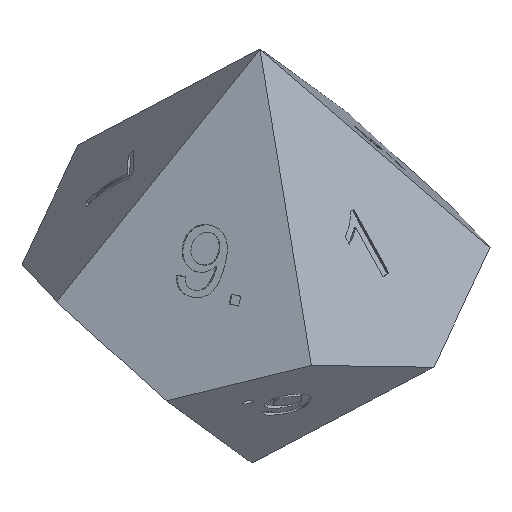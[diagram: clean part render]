
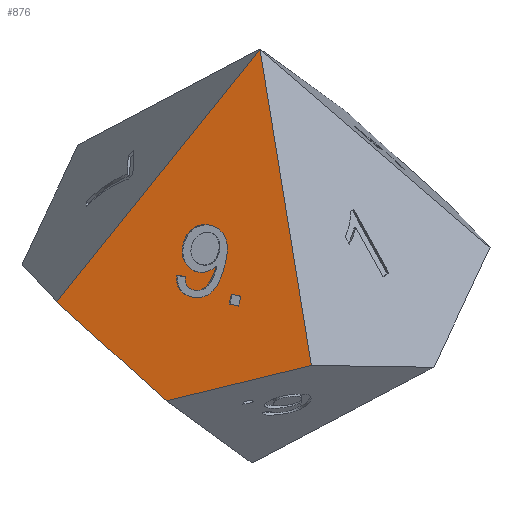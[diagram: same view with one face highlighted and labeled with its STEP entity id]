
A CAD part, isometric view. The second image highlights one B-rep face of the part: STEP entity #876.
In plain terms, the highlighted planar face has unit normal (-0.698, -0.299, 0.651).
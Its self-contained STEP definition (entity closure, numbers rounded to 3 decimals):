
#423=CARTESIAN_POINT('',(-88.577,1.128,27.972));
#424=VERTEX_POINT('',#423);
#431=CARTESIAN_POINT('',(-95.088,8.7,24.467));
#432=VERTEX_POINT('',#431);
#433=CARTESIAN_POINT('',(-95.088,8.7,24.467));
#434=DIRECTION('',(0.615,-0.715,0.331));
#435=VECTOR('',#434,10.584);
#436=LINE('',#433,#435);
#437=EDGE_CURVE('',#432,#424,#436,.T.);
#490=CARTESIAN_POINT('',(-95.824,18.572,28.211));
#491=VERTEX_POINT('',#490);
#505=CARTESIAN_POINT('',(-95.824,18.572,28.211));
#506=DIRECTION('',(0.07,-0.933,-0.354));
#507=VECTOR('',#506,10.584);
#508=LINE('',#505,#507);
#509=EDGE_CURVE('',#491,#432,#508,.T.);
#734=CARTESIAN_POINT('',(-107.321,3.828,9.115));
#735=DIRECTION('',(-0.698,-0.299,0.651));
#736=DIRECTION('',(0.67,0.047,0.74));
#737=AXIS2_PLACEMENT_3D('',#734,#735,#736);
#738=PLANE('',#737);
#739=CARTESIAN_POINT('',(-88.788,10.172,31.898));
#740=VERTEX_POINT('',#739);
#741=CARTESIAN_POINT('',(-90.53,12.219,30.97));
#742=VERTEX_POINT('',#741);
#743=CARTESIAN_POINT('',(-88.788,10.172,31.898));
#744=CARTESIAN_POINT('',(-88.953,10.232,31.749));
#745=CARTESIAN_POINT('',(-89.114,10.344,31.628));
#746=CARTESIAN_POINT('',(-89.272,10.506,31.534));
#747=CARTESIAN_POINT('',(-89.429,10.669,31.44));
#748=CARTESIAN_POINT('',(-89.557,10.863,31.392));
#749=CARTESIAN_POINT('',(-89.656,11.09,31.39));
#750=CARTESIAN_POINT('',(-89.821,11.469,31.387));
#751=CARTESIAN_POINT('',(-89.872,11.83,31.498));
#752=CARTESIAN_POINT('',(-89.808,12.172,31.723));
#753=CARTESIAN_POINT('',(-89.744,12.514,31.949));
#754=CARTESIAN_POINT('',(-89.566,12.75,32.248));
#755=CARTESIAN_POINT('',(-89.275,12.881,32.62));
#756=CARTESIAN_POINT('',(-88.973,13.015,33.005));
#757=CARTESIAN_POINT('',(-88.671,12.987,33.316));
#758=CARTESIAN_POINT('',(-88.368,12.795,33.553));
#759=CARTESIAN_POINT('',(-88.065,12.603,33.79));
#760=CARTESIAN_POINT('',(-87.824,12.301,33.91));
#761=CARTESIAN_POINT('',(-87.644,11.888,33.913));
#762=CARTESIAN_POINT('',(-87.514,11.59,33.916));
#763=CARTESIAN_POINT('',(-87.447,11.295,33.852));
#764=CARTESIAN_POINT('',(-87.444,11.002,33.721));
#765=CARTESIAN_POINT('',(-87.44,10.708,33.59));
#766=CARTESIAN_POINT('',(-87.507,10.455,33.402));
#767=CARTESIAN_POINT('',(-87.643,10.241,33.158));
#768=CARTESIAN_POINT('',(-87.78,10.027,32.913));
#769=CARTESIAN_POINT('',(-88.03,9.838,32.558));
#770=CARTESIAN_POINT('',(-88.395,9.675,32.092));
#771=CARTESIAN_POINT('',(-88.775,9.506,31.607));
#772=CARTESIAN_POINT('',(-89.104,9.434,31.221));
#773=CARTESIAN_POINT('',(-89.385,9.461,30.933));
#774=CARTESIAN_POINT('',(-89.665,9.488,30.644));
#775=CARTESIAN_POINT('',(-89.918,9.6,30.424));
#776=CARTESIAN_POINT('',(-90.145,9.799,30.272));
#777=CARTESIAN_POINT('',(-90.372,9.997,30.12));
#778=CARTESIAN_POINT('',(-90.559,10.265,30.042));
#779=CARTESIAN_POINT('',(-90.706,10.602,30.039));
#780=CARTESIAN_POINT('',(-90.863,10.961,30.036));
#781=CARTESIAN_POINT('',(-90.926,11.282,30.116));
#782=CARTESIAN_POINT('',(-90.896,11.567,30.279));
#783=CARTESIAN_POINT('',(-90.866,11.851,30.442));
#784=CARTESIAN_POINT('',(-90.744,12.069,30.672));
#785=CARTESIAN_POINT('',(-90.53,12.219,30.97));
#786=B_SPLINE_CURVE_WITH_KNOTS('',3,(#743,#744,#745,#746,#747,#748,#749,#750,#751,#752,#753,#754,#755,#756,#757,#758,#759,#760,#761,#762,#763,#764,#765,#766,#767,#768,
#769,#770,#771,#772,#773,#774,#775,#776,#777,#778,#779,#780,#781,#782,#783,#784,#785),.UNSPECIFIED.,.F.,.F.,(4,3,3,3,3,3,3,3,3,3,3,3,3,3,4),(0.426,0.456,0.486,0.536,0.586,0.638,0.689,0.727,0.764,0.801,0.84,0.879,0.918,0.959,1.),.UNSPECIFIED.);
#787=EDGE_CURVE('',#740,#742,#786,.T.);
#788=ORIENTED_EDGE('',*,*,#787,.T.);
#789=CARTESIAN_POINT('',(-90.262,11.693,31.016));
#790=VERTEX_POINT('',#789);
#791=CARTESIAN_POINT('',(-90.53,12.219,30.97));
#792=DIRECTION('',(0.453,-0.888,0.078));
#793=VECTOR('',#792,0.592);
#794=LINE('',#791,#793);
#795=EDGE_CURVE('',#742,#790,#794,.T.);
#796=ORIENTED_EDGE('',*,*,#795,.T.);
#797=CARTESIAN_POINT('',(-90.262,11.693,31.016));
#798=CARTESIAN_POINT('',(-90.407,11.574,30.806));
#799=CARTESIAN_POINT('',(-90.488,11.433,30.654));
#800=CARTESIAN_POINT('',(-90.506,11.27,30.561));
#801=CARTESIAN_POINT('',(-90.524,11.108,30.467));
#802=CARTESIAN_POINT('',(-90.489,10.926,30.421));
#803=CARTESIAN_POINT('',(-90.401,10.724,30.422));
#804=CARTESIAN_POINT('',(-90.326,10.551,30.424));
#805=CARTESIAN_POINT('',(-90.234,10.411,30.458));
#806=CARTESIAN_POINT('',(-90.126,10.304,30.525));
#807=CARTESIAN_POINT('',(-90.018,10.196,30.591));
#808=CARTESIAN_POINT('',(-89.903,10.12,30.68));
#809=CARTESIAN_POINT('',(-89.781,10.075,30.79));
#810=CARTESIAN_POINT('',(-89.659,10.03,30.9));
#811=CARTESIAN_POINT('',(-89.513,10.012,31.049));
#812=CARTESIAN_POINT('',(-89.342,10.021,31.235));
#813=CARTESIAN_POINT('',(-89.172,10.03,31.422));
#814=CARTESIAN_POINT('',(-89.011,10.068,31.612));
#815=CARTESIAN_POINT('',(-88.86,10.136,31.805));
#816=CARTESIAN_POINT('',(-88.844,10.143,31.826));
#817=CARTESIAN_POINT('',(-88.82,10.155,31.857));
#818=CARTESIAN_POINT('',(-88.788,10.172,31.898));
#819=B_SPLINE_CURVE_WITH_KNOTS('',3,(#797,#798,#799,#800,#801,#802,#803,#804,#805,#806,#807,#808,#809,#810,#811,#812,#813,#814,#815,#816,#817,#818),.UNSPECIFIED.,.F.,.F.,(4,3,3,3,3,3,3,4),(0.,0.077,0.155,0.221,0.287,0.353,0.419,0.426),.UNSPECIFIED.);
#820=EDGE_CURVE('',#790,#740,#819,.T.);
#821=ORIENTED_EDGE('',*,*,#820,.T.);
#822=EDGE_LOOP('',(#788,#796,#821));
#823=FACE_BOUND('',#822,.T.);
#824=ORIENTED_EDGE('',*,*,#509,.T.);
#825=ORIENTED_EDGE('',*,*,#437,.T.);
#826=CARTESIAN_POINT('',(-79.968,14.721,43.444));
#827=VERTEX_POINT('',#826);
#828=CARTESIAN_POINT('',(-79.968,14.721,43.444));
#829=DIRECTION('',(-0.386,-0.609,-0.693));
#830=VECTOR('',#829,22.322);
#831=LINE('',#828,#830);
#832=EDGE_CURVE('',#827,#424,#831,.T.);
#833=ORIENTED_EDGE('',*,*,#832,.F.);
#834=CARTESIAN_POINT('',(-79.968,14.721,43.444));
#835=DIRECTION('',(-0.71,0.172,-0.682));
#836=VECTOR('',#835,22.322);
#837=LINE('',#834,#836);
#838=EDGE_CURVE('',#827,#491,#837,.T.);
#839=ORIENTED_EDGE('',*,*,#838,.T.);
#840=EDGE_LOOP('',(#824,#825,#833,#839));
#841=FACE_BOUND('',#840,.T.);
#842=CARTESIAN_POINT('',(-88.87,7.668,30.661));
#843=VERTEX_POINT('',#842);
#844=CARTESIAN_POINT('',(-89.286,7.482,30.13));
#845=VERTEX_POINT('',#844);
#846=CARTESIAN_POINT('',(-88.87,7.668,30.661));
#847=DIRECTION('',(-0.594,-0.265,-0.759));
#848=VECTOR('',#847,0.699);
#849=LINE('',#846,#848);
#850=EDGE_CURVE('',#843,#845,#849,.T.);
#851=ORIENTED_EDGE('',*,*,#850,.T.);
#852=CARTESIAN_POINT('',(-89.565,8.123,30.125));
#853=VERTEX_POINT('',#852);
#854=CARTESIAN_POINT('',(-89.286,7.482,30.13));
#855=DIRECTION('',(-0.4,0.917,-0.008));
#856=VECTOR('',#855,0.699);
#857=LINE('',#854,#856);
#858=EDGE_CURVE('',#845,#853,#857,.T.);
#859=ORIENTED_EDGE('',*,*,#858,.T.);
#860=CARTESIAN_POINT('',(-89.149,8.308,30.656));
#861=VERTEX_POINT('',#860);
#862=CARTESIAN_POINT('',(-89.565,8.123,30.125));
#863=DIRECTION('',(0.594,0.265,0.759));
#864=VECTOR('',#863,0.699);
#865=LINE('',#862,#864);
#866=EDGE_CURVE('',#853,#861,#865,.T.);
#867=ORIENTED_EDGE('',*,*,#866,.T.);
#868=CARTESIAN_POINT('',(-89.149,8.308,30.656));
#869=DIRECTION('',(0.4,-0.917,0.008));
#870=VECTOR('',#869,0.699);
#871=LINE('',#868,#870);
#872=EDGE_CURVE('',#861,#843,#871,.T.);
#873=ORIENTED_EDGE('',*,*,#872,.T.);
#874=EDGE_LOOP('',(#851,#859,#867,#873));
#875=FACE_BOUND('',#874,.T.);
#876=ADVANCED_FACE('',(#823,#841,#875),#738,.T.);
